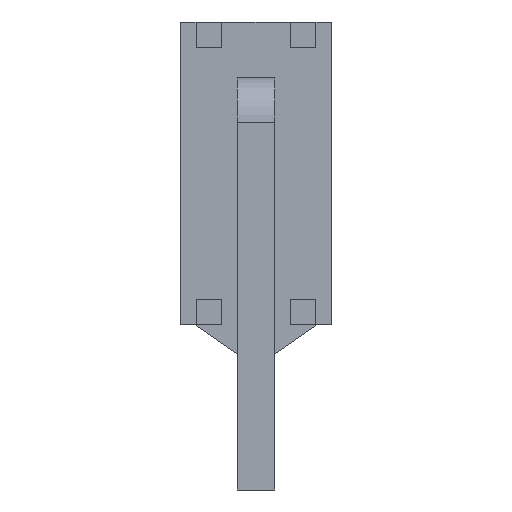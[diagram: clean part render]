
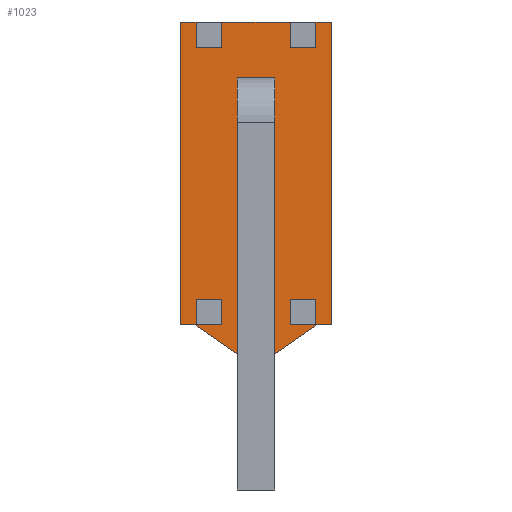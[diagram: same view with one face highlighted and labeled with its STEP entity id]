
A CAD part, front view. The second image highlights one B-rep face of the part: STEP entity #1023.
In plain terms, the highlighted planar face has unit normal (0, -1, 0).
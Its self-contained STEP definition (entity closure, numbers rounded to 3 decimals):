
#203 = EDGE_CURVE('',#204,#206,#208,.T.);
#204 = VERTEX_POINT('',#205);
#205 = CARTESIAN_POINT('',(-1.006,0.508,2.54));
#206 = VERTEX_POINT('',#207);
#207 = CARTESIAN_POINT('',(-1.006,0.508,2.108));
#208 = LINE('',#209,#210);
#209 = CARTESIAN_POINT('',(-1.006,0.508,5.08));
#210 = VECTOR('',#211,1.);
#211 = DIRECTION('',(0.,0.,-1.));
#236 = VERTEX_POINT('',#237);
#237 = CARTESIAN_POINT('',(-1.006,0.508,-2.108));
#243 = EDGE_CURVE('',#236,#244,#246,.T.);
#244 = VERTEX_POINT('',#245);
#245 = CARTESIAN_POINT('',(-1.006,0.508,-2.54));
#246 = LINE('',#247,#248);
#247 = CARTESIAN_POINT('',(-1.006,0.508,5.08));
#248 = VECTOR('',#249,1.);
#249 = DIRECTION('',(0.,0.,-1.));
#267 = VERTEX_POINT('',#268);
#268 = CARTESIAN_POINT('',(1.006,0.508,2.108));
#274 = EDGE_CURVE('',#275,#267,#277,.T.);
#275 = VERTEX_POINT('',#276);
#276 = CARTESIAN_POINT('',(1.006,0.508,2.54));
#277 = LINE('',#278,#279);
#278 = CARTESIAN_POINT('',(1.006,0.508,5.08));
#279 = VECTOR('',#280,1.);
#280 = DIRECTION('',(0.,0.,-1.));
#296 = EDGE_CURVE('',#297,#299,#301,.T.);
#297 = VERTEX_POINT('',#298);
#298 = CARTESIAN_POINT('',(1.006,0.508,-2.108));
#299 = VERTEX_POINT('',#300);
#300 = CARTESIAN_POINT('',(1.006,0.508,-2.54));
#301 = LINE('',#302,#303);
#302 = CARTESIAN_POINT('',(1.006,0.508,5.08));
#303 = VECTOR('',#304,1.);
#304 = DIRECTION('',(0.,0.,-1.));
#329 = VERTEX_POINT('',#330);
#330 = CARTESIAN_POINT('',(-0.574,0.508,2.108));
#336 = EDGE_CURVE('',#337,#329,#339,.T.);
#337 = VERTEX_POINT('',#338);
#338 = CARTESIAN_POINT('',(-0.574,0.508,2.54));
#339 = LINE('',#340,#341);
#340 = CARTESIAN_POINT('',(-0.574,0.508,5.08));
#341 = VECTOR('',#342,1.);
#342 = DIRECTION('',(0.,0.,-1.));
#358 = EDGE_CURVE('',#359,#361,#363,.T.);
#359 = VERTEX_POINT('',#360);
#360 = CARTESIAN_POINT('',(-0.574,0.508,-2.108));
#361 = VERTEX_POINT('',#362);
#362 = CARTESIAN_POINT('',(-0.574,0.508,-2.54));
#363 = LINE('',#364,#365);
#364 = CARTESIAN_POINT('',(-0.574,0.508,5.08));
#365 = VECTOR('',#366,1.);
#366 = DIRECTION('',(0.,0.,-1.));
#389 = EDGE_CURVE('',#390,#392,#394,.T.);
#390 = VERTEX_POINT('',#391);
#391 = CARTESIAN_POINT('',(0.574,0.508,2.54));
#392 = VERTEX_POINT('',#393);
#393 = CARTESIAN_POINT('',(0.574,0.508,2.108));
#394 = LINE('',#395,#396);
#395 = CARTESIAN_POINT('',(0.574,0.508,5.08));
#396 = VECTOR('',#397,1.);
#397 = DIRECTION('',(0.,0.,-1.));
#422 = VERTEX_POINT('',#423);
#423 = CARTESIAN_POINT('',(0.574,0.508,-2.108));
#429 = EDGE_CURVE('',#422,#430,#432,.T.);
#430 = VERTEX_POINT('',#431);
#431 = CARTESIAN_POINT('',(0.574,0.508,-2.54));
#432 = LINE('',#433,#434);
#433 = CARTESIAN_POINT('',(0.574,0.508,5.08));
#434 = VECTOR('',#435,1.);
#435 = DIRECTION('',(0.,0.,-1.));
#452 = EDGE_CURVE('',#337,#204,#453,.T.);
#453 = LINE('',#454,#455);
#454 = CARTESIAN_POINT('',(1.016,0.508,2.54));
#455 = VECTOR('',#456,1.);
#456 = DIRECTION('',(-1.,0.,0.));
#471 = EDGE_CURVE('',#275,#390,#472,.T.);
#472 = LINE('',#473,#474);
#473 = CARTESIAN_POINT('',(1.016,0.508,2.54));
#474 = VECTOR('',#475,1.);
#475 = DIRECTION('',(-1.,0.,0.));
#488 = EDGE_CURVE('',#489,#244,#491,.T.);
#489 = VERTEX_POINT('',#490);
#490 = CARTESIAN_POINT('',(-1.27,0.508,-2.54));
#491 = LINE('',#492,#493);
#492 = CARTESIAN_POINT('',(1.27,0.508,-2.54));
#493 = VECTOR('',#494,1.);
#494 = DIRECTION('',(1.,0.,0.));
#513 = VERTEX_POINT('',#514);
#514 = CARTESIAN_POINT('',(1.27,0.508,-2.54));
#520 = EDGE_CURVE('',#299,#513,#521,.T.);
#521 = LINE('',#522,#523);
#522 = CARTESIAN_POINT('',(1.27,0.508,-2.54));
#523 = VECTOR('',#524,1.);
#524 = DIRECTION('',(1.,0.,0.));
#529 = EDGE_CURVE('',#361,#430,#530,.T.);
#530 = LINE('',#531,#532);
#531 = CARTESIAN_POINT('',(1.27,0.508,-2.54));
#532 = VECTOR('',#533,1.);
#533 = DIRECTION('',(1.,0.,0.));
#546 = VERTEX_POINT('',#547);
#547 = CARTESIAN_POINT('',(-0.318,0.508,0.927));
#553 = EDGE_CURVE('',#546,#554,#556,.T.);
#554 = VERTEX_POINT('',#555);
#555 = CARTESIAN_POINT('',(0.318,0.508,0.927));
#556 = LINE('',#557,#558);
#557 = CARTESIAN_POINT('',(0.318,0.508,0.927));
#558 = VECTOR('',#559,1.);
#559 = DIRECTION('',(1.,0.,0.));
#584 = EDGE_CURVE('',#554,#585,#587,.T.);
#585 = VERTEX_POINT('',#586);
#586 = CARTESIAN_POINT('',(0.318,0.508,1.562));
#587 = LINE('',#588,#589);
#588 = CARTESIAN_POINT('',(0.318,0.508,1.562));
#589 = VECTOR('',#590,1.);
#590 = DIRECTION('',(0.,0.,1.));
#615 = EDGE_CURVE('',#585,#616,#618,.T.);
#616 = VERTEX_POINT('',#617);
#617 = CARTESIAN_POINT('',(-0.318,0.508,1.562));
#618 = LINE('',#619,#620);
#619 = CARTESIAN_POINT('',(-0.318,0.508,1.562));
#620 = VECTOR('',#621,1.);
#621 = DIRECTION('',(-1.,0.,0.));
#648 = VERTEX_POINT('',#649);
#649 = CARTESIAN_POINT('',(-0.318,0.508,-1.613));
#655 = EDGE_CURVE('',#648,#656,#658,.T.);
#656 = VERTEX_POINT('',#657);
#657 = CARTESIAN_POINT('',(0.318,0.508,-1.613));
#658 = LINE('',#659,#660);
#659 = CARTESIAN_POINT('',(0.318,0.508,-1.613));
#660 = VECTOR('',#661,1.);
#661 = DIRECTION('',(1.,0.,0.));
#686 = EDGE_CURVE('',#656,#687,#689,.T.);
#687 = VERTEX_POINT('',#688);
#688 = CARTESIAN_POINT('',(0.318,0.508,-0.978));
#689 = LINE('',#690,#691);
#690 = CARTESIAN_POINT('',(0.318,0.508,-0.978));
#691 = VECTOR('',#692,1.);
#692 = DIRECTION('',(0.,0.,1.));
#717 = EDGE_CURVE('',#687,#718,#720,.T.);
#718 = VERTEX_POINT('',#719);
#719 = CARTESIAN_POINT('',(-0.318,0.508,-0.978));
#720 = LINE('',#721,#722);
#721 = CARTESIAN_POINT('',(-0.318,0.508,-0.978));
#722 = VECTOR('',#723,1.);
#723 = DIRECTION('',(-1.,0.,0.));
#748 = EDGE_CURVE('',#616,#546,#749,.T.);
#749 = LINE('',#750,#751);
#750 = CARTESIAN_POINT('',(-0.318,0.508,0.927));
#751 = VECTOR('',#752,1.);
#752 = DIRECTION('',(0.,0.,-1.));
#770 = EDGE_CURVE('',#718,#648,#771,.T.);
#771 = LINE('',#772,#773);
#772 = CARTESIAN_POINT('',(-0.318,0.508,-1.613));
#773 = VECTOR('',#774,1.);
#774 = DIRECTION('',(0.,0.,-1.));
#791 = EDGE_CURVE('',#792,#794,#796,.T.);
#792 = VERTEX_POINT('',#793);
#793 = CARTESIAN_POINT('',(1.27,0.508,2.54));
#794 = VERTEX_POINT('',#795);
#795 = CARTESIAN_POINT('',(1.016,0.508,2.54));
#796 = LINE('',#797,#798);
#797 = CARTESIAN_POINT('',(-1.27,0.508,2.54));
#798 = VECTOR('',#799,1.);
#799 = DIRECTION('',(-1.,0.,0.));
#831 = EDGE_CURVE('',#513,#792,#832,.T.);
#832 = LINE('',#833,#834);
#833 = CARTESIAN_POINT('',(1.27,0.508,2.54));
#834 = VECTOR('',#835,1.);
#835 = DIRECTION('',(0.,0.,1.));
#853 = EDGE_CURVE('',#854,#856,#858,.T.);
#854 = VERTEX_POINT('',#855);
#855 = CARTESIAN_POINT('',(-1.016,0.508,2.54));
#856 = VERTEX_POINT('',#857);
#857 = CARTESIAN_POINT('',(-1.27,0.508,2.54));
#858 = LINE('',#859,#860);
#859 = CARTESIAN_POINT('',(-1.27,0.508,2.54));
#860 = VECTOR('',#861,1.);
#861 = DIRECTION('',(-1.,0.,0.));
#893 = EDGE_CURVE('',#856,#489,#894,.T.);
#894 = LINE('',#895,#896);
#895 = CARTESIAN_POINT('',(-1.27,0.508,-2.54));
#896 = VECTOR('',#897,1.);
#897 = DIRECTION('',(0.,0.,-1.));
#962 = EDGE_CURVE('',#854,#963,#965,.T.);
#963 = VERTEX_POINT('',#964);
#964 = CARTESIAN_POINT('',(-0.328,0.508,3.023));
#965 = LINE('',#966,#967);
#966 = CARTESIAN_POINT('',(-1.016,0.508,2.54));
#967 = VECTOR('',#968,1.);
#968 = DIRECTION('',(0.819,0.,0.574));
#986 = EDGE_CURVE('',#963,#987,#989,.T.);
#987 = VERTEX_POINT('',#988);
#988 = CARTESIAN_POINT('',(0.328,0.508,3.023));
#989 = LINE('',#990,#991);
#990 = CARTESIAN_POINT('',(-0.328,0.508,3.023));
#991 = VECTOR('',#992,1.);
#992 = DIRECTION('',(1.,0.,0.));
#1010 = EDGE_CURVE('',#987,#794,#1011,.T.);
#1011 = LINE('',#1012,#1013);
#1012 = CARTESIAN_POINT('',(0.328,0.508,3.023));
#1013 = VECTOR('',#1014,1.);
#1014 = DIRECTION('',(0.819,0.,-0.574));
#1023 = ADVANCED_FACE('',(#1024,#1035,#1046,#1074,#1080),#1086,.F.);
#1024 = FACE_BOUND('',#1025,.T.);
#1025 = EDGE_LOOP('',(#1026,#1027,#1033,#1034));
#1026 = ORIENTED_EDGE('',*,*,#274,.T.);
#1027 = ORIENTED_EDGE('',*,*,#1028,.T.);
#1028 = EDGE_CURVE('',#267,#392,#1029,.T.);
#1029 = LINE('',#1030,#1031);
#1030 = CARTESIAN_POINT('',(2.54,0.508,2.108));
#1031 = VECTOR('',#1032,1.);
#1032 = DIRECTION('',(-1.,0.,0.));
#1033 = ORIENTED_EDGE('',*,*,#389,.F.);
#1034 = ORIENTED_EDGE('',*,*,#471,.F.);
#1035 = FACE_BOUND('',#1036,.T.);
#1036 = EDGE_LOOP('',(#1037,#1038,#1044,#1045));
#1037 = ORIENTED_EDGE('',*,*,#336,.T.);
#1038 = ORIENTED_EDGE('',*,*,#1039,.T.);
#1039 = EDGE_CURVE('',#329,#206,#1040,.T.);
#1040 = LINE('',#1041,#1042);
#1041 = CARTESIAN_POINT('',(2.54,0.508,2.108));
#1042 = VECTOR('',#1043,1.);
#1043 = DIRECTION('',(-1.,0.,0.));
#1044 = ORIENTED_EDGE('',*,*,#203,.F.);
#1045 = ORIENTED_EDGE('',*,*,#452,.F.);
#1046 = FACE_BOUND('',#1047,.T.);
#1047 = EDGE_LOOP('',(#1048,#1049,#1050,#1051,#1057,#1058,#1059,#1060,
    #1066,#1067,#1068,#1069,#1070,#1071,#1072,#1073));
#1048 = ORIENTED_EDGE('',*,*,#893,.T.);
#1049 = ORIENTED_EDGE('',*,*,#488,.T.);
#1050 = ORIENTED_EDGE('',*,*,#243,.F.);
#1051 = ORIENTED_EDGE('',*,*,#1052,.F.);
#1052 = EDGE_CURVE('',#359,#236,#1053,.T.);
#1053 = LINE('',#1054,#1055);
#1054 = CARTESIAN_POINT('',(2.54,0.508,-2.108));
#1055 = VECTOR('',#1056,1.);
#1056 = DIRECTION('',(-1.,0.,0.));
#1057 = ORIENTED_EDGE('',*,*,#358,.T.);
#1058 = ORIENTED_EDGE('',*,*,#529,.T.);
#1059 = ORIENTED_EDGE('',*,*,#429,.F.);
#1060 = ORIENTED_EDGE('',*,*,#1061,.F.);
#1061 = EDGE_CURVE('',#297,#422,#1062,.T.);
#1062 = LINE('',#1063,#1064);
#1063 = CARTESIAN_POINT('',(2.54,0.508,-2.108));
#1064 = VECTOR('',#1065,1.);
#1065 = DIRECTION('',(-1.,0.,0.));
#1066 = ORIENTED_EDGE('',*,*,#296,.T.);
#1067 = ORIENTED_EDGE('',*,*,#520,.T.);
#1068 = ORIENTED_EDGE('',*,*,#831,.T.);
#1069 = ORIENTED_EDGE('',*,*,#791,.T.);
#1070 = ORIENTED_EDGE('',*,*,#1010,.F.);
#1071 = ORIENTED_EDGE('',*,*,#986,.F.);
#1072 = ORIENTED_EDGE('',*,*,#962,.F.);
#1073 = ORIENTED_EDGE('',*,*,#853,.T.);
#1074 = FACE_BOUND('',#1075,.T.);
#1075 = EDGE_LOOP('',(#1076,#1077,#1078,#1079));
#1076 = ORIENTED_EDGE('',*,*,#770,.F.);
#1077 = ORIENTED_EDGE('',*,*,#717,.F.);
#1078 = ORIENTED_EDGE('',*,*,#686,.F.);
#1079 = ORIENTED_EDGE('',*,*,#655,.F.);
#1080 = FACE_BOUND('',#1081,.T.);
#1081 = EDGE_LOOP('',(#1082,#1083,#1084,#1085));
#1082 = ORIENTED_EDGE('',*,*,#748,.F.);
#1083 = ORIENTED_EDGE('',*,*,#615,.F.);
#1084 = ORIENTED_EDGE('',*,*,#584,.F.);
#1085 = ORIENTED_EDGE('',*,*,#553,.F.);
#1086 = PLANE('',#1087);
#1087 = AXIS2_PLACEMENT_3D('',#1088,#1089,#1090);
#1088 = CARTESIAN_POINT('',(0.,0.508,0.));
#1089 = DIRECTION('',(0.,1.,0.));
#1090 = DIRECTION('',(0.,-0.,1.));
